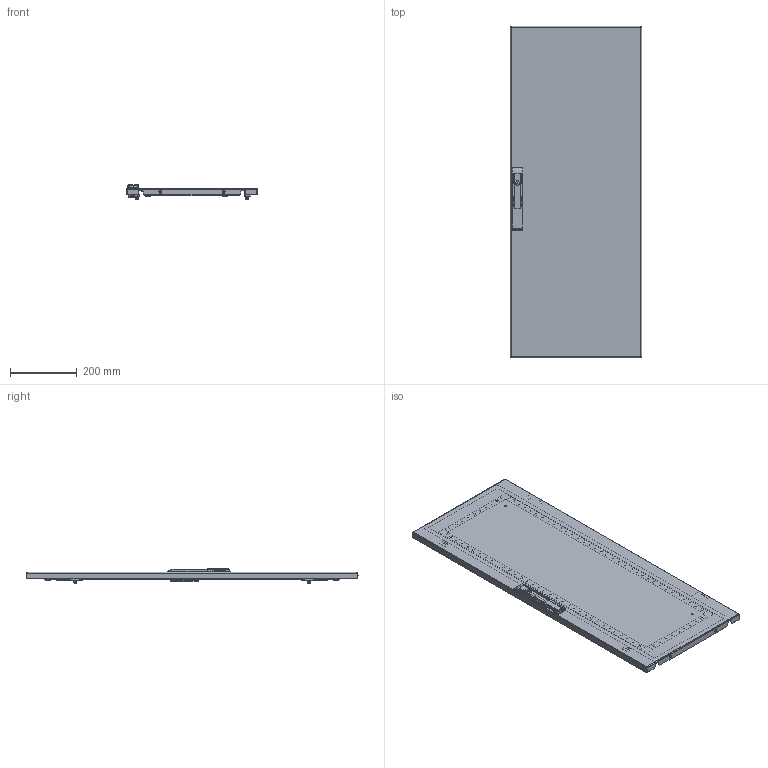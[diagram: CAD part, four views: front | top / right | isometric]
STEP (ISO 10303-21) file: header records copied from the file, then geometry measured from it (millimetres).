
FILE_DESCRIPTION (( 'STEP AP203' ), '1' );
FILE_NAME ('R5CPME41000.00.step', '2013-11-13T05:21:14', ( 'User' ), ( 'DKC' ), 'SwSTEP 2.0', 'SolidWorks 2012', '' );
FILE_SCHEMA (( 'CONFIG_CONTROL_DESIGN' ));
Length unit declared in the file: millimetre
Products named in the file (31): R5CPME41000.00; Guarnizione CPME_Guarnizione CPME 400x1000; AC00C112; AC00C387; A2200018_A2200018; AC00C390_AC00C390; AC00C370; AC00C360_AC00C366; BOX13; A1100004; AC00C388_AC00C388; A7100032_A7100032; AC00C389_AC00C389; AC00C506_AC00C506; AC00C505_AC00C505; A3100004_Dado M6 UNI 5588 znct; AC00C400; AC00C184_AC00C184; TP1040; QB02C232_QB02C230; QB02C227; AC00C183_AC00C183; QE02T203G; AC00C061_AC00C061; AC00C720; A5100043_A5100043; QE02C203_Piegato; AC00C180; A0200018; AC00C254; AC00C169
Assembly tree (62 placements, depth 3):
  R5CPME41000.00
    AC00C169  x2
    AC00C254  x2
    A0200018  x4
    AC00C180  x2
    QE02T203G
      QE02C203_Piegato
      A5100043_A5100043  x8
      AC00C720  x2
      AC00C061_AC00C061  x2
    TP1040
      AC00C183_AC00C183  x4
      QB02C227  x2
      QB02C232_QB02C230  x2
    AC00C184_AC00C184  x4
    AC00C400  x2
    A3100004_Dado M6 UNI 5588 znct  x2
    BOX13
      AC00C505_AC00C505
      AC00C506_AC00C506
      AC00C389_AC00C389
      A7100032_A7100032
      AC00C388_AC00C388
      A1100004
    AC00C360_AC00C366
    AC00C370
    AC00C390_AC00C390  x2
    A2200018_A2200018  x4
    AC00C387
    AC00C112  x4
    Guarnizione CPME_Guarnizione CPME 400x1000
Bounding box: 394 x 996 x 42 mm (x, y, z)
Volume: 1458982.9 mm3
Topology: 65 solids, 71 shells, 4045 faces, 10202 edges, 6391 vertices
Faces by surface type: plane 2004, cylinder 1300, cone 512, torus 134, bspline 71, sphere 24
Full cylindrical faces by diameter (mm): 8 x2
Entity records: 61666 total; most frequent: CARTESIAN_POINT 12926, DIRECTION 9487, ORIENTED_EDGE 9160, EDGE_CURVE 4580, AXIS2_PLACEMENT_3D 3357, VERTEX_POINT 2936, LINE 2773, VECTOR 2773
